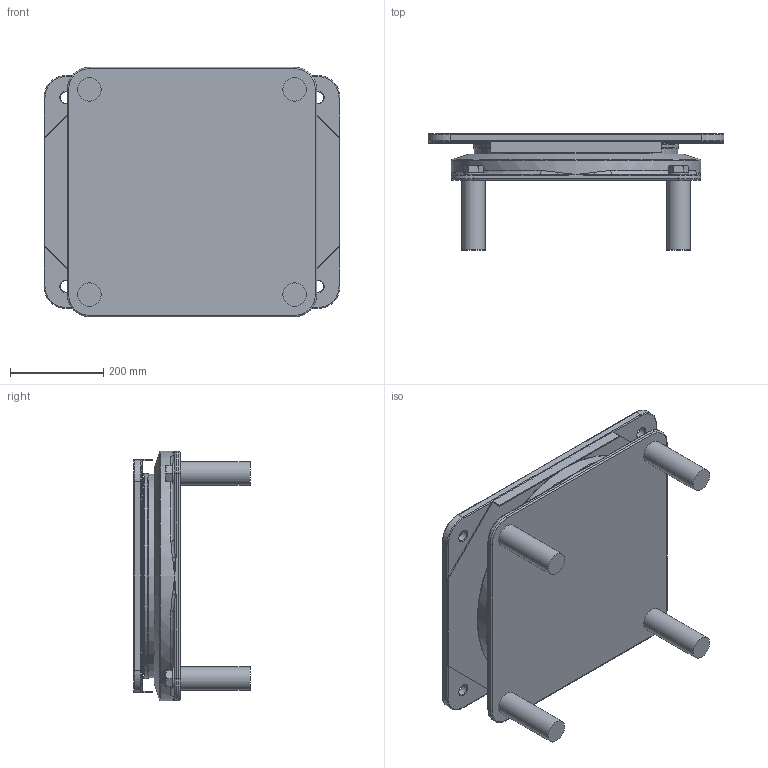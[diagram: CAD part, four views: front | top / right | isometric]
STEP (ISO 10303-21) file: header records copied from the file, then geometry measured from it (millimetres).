
FILE_DESCRIPTION(/* description */ (''),/* implementation_level */ '2;1');
FILE_NAME(/* name */ 'Tobe FR-4 50 A50, innfesting stl over FORENKLET.stp',/* time_stamp */ '2024-03-19T09:12:59+01:00',/* author */ ('Kristian'),/* organization */ (''),/* preprocessor_version */ 'ST-DEVELOPER v19.2',/* originating_system */ 'Autodesk Inventor 2024',/* authorisation */ '');
FILE_SCHEMA (('AUTOMOTIVE_DESIGN { 1 0 10303 214 3 1 1 }'));
Length unit declared in the file: millimetre
Products named in the file (1): Tobe FR-4 50 A±50, innfesting stål over FORENKL
ET
Bounding box: 635 x 249.5 x 535 mm (x, y, z)
Volume: 23835587.5 mm3; surface area: 1276793.3 mm2
Topology: 1 solids, 10 shells, 271 faces, 583 edges, 337 vertices
Faces by surface type: plane 100, cylinder 71, cone 53, bspline 24, torus 23
Full cylindrical faces by diameter (mm): 20.752 x4, 22.376 x4, 24 x4, 25 x12, 33.2 x4, 44 x4, 50 x4, 410 x1, 411 x1, 418.311 x1, 418.4 x1, 436 x1, 440 x1, 535 x1
Entity records: 8300 total; most frequent: CARTESIAN_POINT 2296, DIRECTION 1210, ORIENTED_EDGE 1126, EDGE_CURVE 563, AXIS2_PLACEMENT_3D 487, VERTEX_POINT 336, EDGE_LOOP 313, FACE_OUTER_BOUND 271
